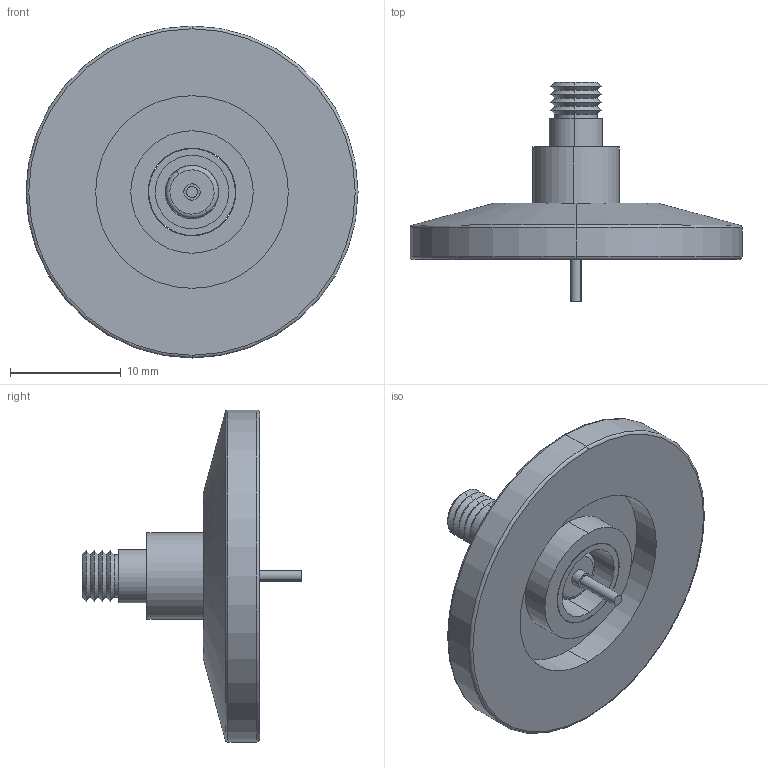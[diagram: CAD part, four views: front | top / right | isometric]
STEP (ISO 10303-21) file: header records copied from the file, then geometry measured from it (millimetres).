
FILE_DESCRIPTION (( 'STEP AP203' ), '1' );
FILE_NAME ('A1649-1-QF.STEP', '2011-07-28T15:46:15', ( '' ), ( '' ), 'SwSTEP 2.0', 'SolidWorks 2011', '' );
FILE_SCHEMA (( 'CONFIG_CONTROL_DESIGN' ));
Length unit declared in the file: inch
Products named in the file (1): A1649-1-QF
Bounding box: 29.97 x 19.81 x 29.97 mm (x, y, z)
Surface area: 2736.1 mm2 (no closed solid volume)
Topology: 0 solids, 5 shells, 72 faces, 166 edges, 104 vertices
Faces by surface type: cylinder 28, cone 20, plane 18, torus 6
Entity records: 2137 total; most frequent: DIRECTION 408, CARTESIAN_POINT 355, ORIENTED_EDGE 306, AXIS2_PLACEMENT_3D 173, EDGE_CURVE 166, VERTEX_POINT 104, CIRCLE 100, EDGE_LOOP 83
